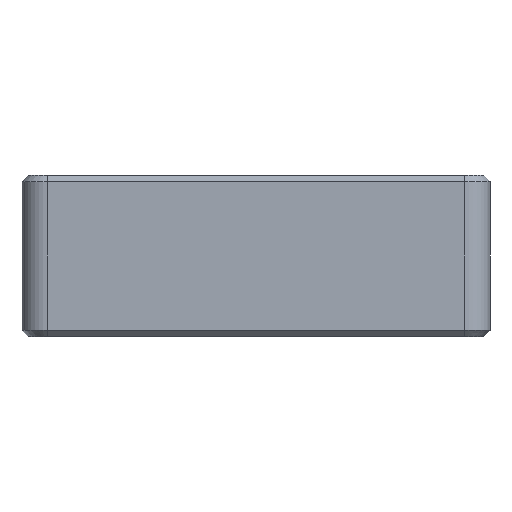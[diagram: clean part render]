
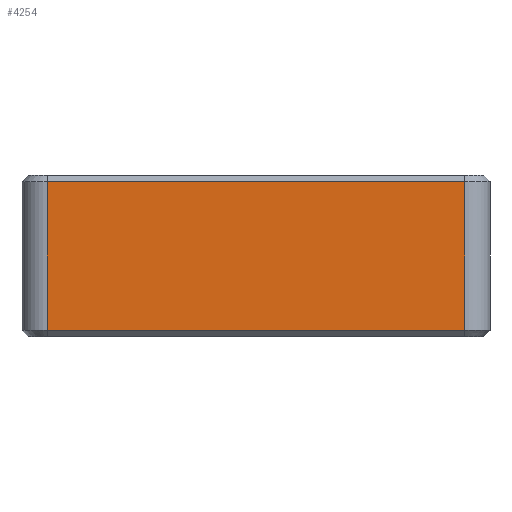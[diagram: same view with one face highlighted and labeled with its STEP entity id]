
A CAD part, left-side view. The second image highlights one B-rep face of the part: STEP entity #4254.
In plain terms, the highlighted planar face has unit normal (-1, 0, 0).
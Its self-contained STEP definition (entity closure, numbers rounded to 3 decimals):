
#313=PLANE('',#4544);
#533=FACE_OUTER_BOUND('',#773,.T.);
#773=EDGE_LOOP('',(#3995,#3996,#3997,#3998));
#997=LINE('',#6375,#1499);
#1011=LINE('',#6414,#1513);
#1275=LINE('',#7074,#1777);
#1276=LINE('',#7076,#1778);
#1499=VECTOR('',#4956,10.);
#1513=VECTOR('',#4996,10.);
#1777=VECTOR('',#5588,10.);
#1778=VECTOR('',#5591,10.);
#1986=VERTEX_POINT('',#6369);
#1987=VERTEX_POINT('',#6373);
#1996=VERTEX_POINT('',#6404);
#1998=VERTEX_POINT('',#6410);
#2468=EDGE_CURVE('',#1986,#1987,#997,.T.);
#2487=EDGE_CURVE('',#1996,#1998,#1011,.T.);
#2807=EDGE_CURVE('',#1986,#1998,#1275,.T.);
#2808=EDGE_CURVE('',#1987,#1996,#1276,.T.);
#3995=ORIENTED_EDGE('',*,*,#2468,.F.);
#3996=ORIENTED_EDGE('',*,*,#2807,.T.);
#3997=ORIENTED_EDGE('',*,*,#2487,.F.);
#3998=ORIENTED_EDGE('',*,*,#2808,.F.);
#4254=ADVANCED_FACE('',(#533),#313,.T.);
#4544=AXIS2_PLACEMENT_3D('',#7075,#5589,#5590);
#4956=DIRECTION('',(0.,1.,0.));
#4996=DIRECTION('',(0.,-1.,0.));
#5588=DIRECTION('',(0.,0.,1.));
#5589=DIRECTION('center_axis',(-1.,0.,0.));
#5590=DIRECTION('ref_axis',(0.,-1.,0.));
#5591=DIRECTION('',(0.,0.,1.));
#6369=CARTESIAN_POINT('',(-37.,-33.,-1.));
#6373=CARTESIAN_POINT('',(-37.,33.,-1.));
#6375=CARTESIAN_POINT('',(-37.,16.5,-1.));
#6404=CARTESIAN_POINT('',(-37.,33.,22.5));
#6410=CARTESIAN_POINT('',(-37.,-33.,22.5));
#6414=CARTESIAN_POINT('',(-37.,16.5,22.5));
#7074=CARTESIAN_POINT('',(-37.,-33.,0.));
#7075=CARTESIAN_POINT('Origin',(-37.,33.,0.));
#7076=CARTESIAN_POINT('',(-37.,33.,0.));
